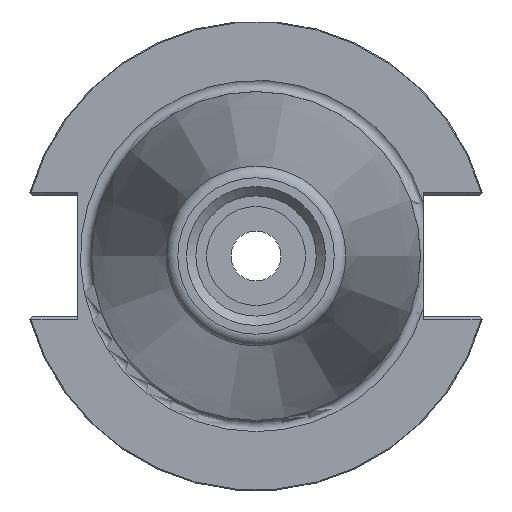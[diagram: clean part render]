
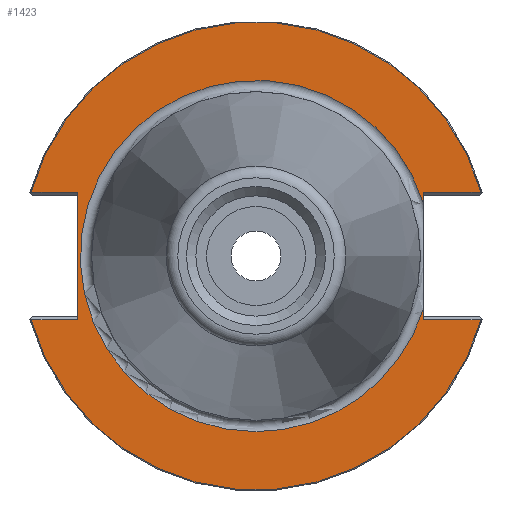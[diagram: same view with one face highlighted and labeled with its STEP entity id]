
A CAD part, left-side view. The second image highlights one B-rep face of the part: STEP entity #1423.
In plain terms, the highlighted planar face has unit normal (-1, 0, 0).
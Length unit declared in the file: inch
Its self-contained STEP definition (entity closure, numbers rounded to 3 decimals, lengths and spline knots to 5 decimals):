
#178=PLANE('',#1536);
#219=FACE_OUTER_BOUND('',#302,.T.);
#302=EDGE_LOOP('',(#1053,#1054,#1055,#1056,#1057,#1058,#1059,#1060,#1061,
#1062,#1063));
#387=LINE('',#2049,#495);
#388=LINE('',#2071,#496);
#395=LINE('',#2123,#503);
#397=LINE('',#2127,#505);
#398=LINE('',#2129,#506);
#399=LINE('',#2131,#507);
#400=LINE('',#2134,#508);
#495=VECTOR('',#1699,0.0526);
#496=VECTOR('',#1700,0.0526);
#503=VECTOR('',#1719,0.30821);
#505=VECTOR('',#1723,0.24821);
#506=VECTOR('',#1724,0.67625);
#507=VECTOR('',#1725,0.24821);
#508=VECTOR('',#1728,0.30821);
#601=CIRCLE('',#1531,1.245);
#603=CIRCLE('',#1537,1.245);
#604=CIRCLE('',#1538,0.93468);
#605=CIRCLE('',#1539,0.93468);
#657=VERTEX_POINT('',#2046);
#658=VERTEX_POINT('',#2048);
#659=VERTEX_POINT('',#2050);
#660=VERTEX_POINT('',#2070);
#664=VERTEX_POINT('',#2079);
#665=VERTEX_POINT('',#2088);
#672=VERTEX_POINT('',#2126);
#673=VERTEX_POINT('',#2128);
#674=VERTEX_POINT('',#2130);
#675=VERTEX_POINT('',#2132);
#676=VERTEX_POINT('',#2135);
#801=EDGE_CURVE('',#658,#657,#387,.T.);
#803=EDGE_CURVE('',#660,#659,#388,.T.);
#808=EDGE_CURVE('',#664,#665,#601,.T.);
#817=EDGE_CURVE('',#657,#665,#395,.T.);
#819=EDGE_CURVE('',#672,#664,#397,.T.);
#820=EDGE_CURVE('',#673,#672,#398,.T.);
#821=EDGE_CURVE('',#674,#673,#399,.T.);
#822=EDGE_CURVE('',#675,#674,#603,.T.);
#823=EDGE_CURVE('',#675,#660,#400,.T.);
#824=EDGE_CURVE('',#659,#676,#604,.T.);
#825=EDGE_CURVE('',#676,#658,#605,.T.);
#1053=ORIENTED_EDGE('',*,*,#808,.F.);
#1054=ORIENTED_EDGE('',*,*,#819,.F.);
#1055=ORIENTED_EDGE('',*,*,#820,.F.);
#1056=ORIENTED_EDGE('',*,*,#821,.F.);
#1057=ORIENTED_EDGE('',*,*,#822,.F.);
#1058=ORIENTED_EDGE('',*,*,#823,.T.);
#1059=ORIENTED_EDGE('',*,*,#803,.T.);
#1060=ORIENTED_EDGE('',*,*,#824,.T.);
#1061=ORIENTED_EDGE('',*,*,#825,.T.);
#1062=ORIENTED_EDGE('',*,*,#801,.T.);
#1063=ORIENTED_EDGE('',*,*,#817,.T.);
#1423=ADVANCED_FACE('',(#219),#178,.T.);
#1531=AXIS2_PLACEMENT_3D('',#2089,#1706,#1707);
#1536=AXIS2_PLACEMENT_3D('',#2125,#1721,#1722);
#1537=AXIS2_PLACEMENT_3D('',#2133,#1726,#1727);
#1538=AXIS2_PLACEMENT_3D('',#2136,#1729,#1730);
#1539=AXIS2_PLACEMENT_3D('',#2137,#1731,#1732);
#1699=DIRECTION('',(0.,0.,1.));
#1700=DIRECTION('',(0.,0.,1.));
#1706=DIRECTION('center_axis',(1.,0.,0.));
#1707=DIRECTION('ref_axis',(0.,0.,
1.));
#1719=DIRECTION('',(0.,-1.,0.));
#1721=DIRECTION('center_axis',(-1.,0.,0.));
#1722=DIRECTION('ref_axis',(0.,0.,1.));
#1723=DIRECTION('',(0.,1.,0.));
#1724=DIRECTION('',(0.,0.,1.));
#1725=DIRECTION('',(0.,-1.,0.));
#1726=DIRECTION('center_axis',(1.,0.,0.));
#1727=DIRECTION('ref_axis',(0.,0.,
-1.));
#1728=DIRECTION('',(0.,1.,0.));
#1729=DIRECTION('center_axis',(1.,0.,0.));
#1730=DIRECTION('ref_axis',(0.,0.,1.));
#1731=DIRECTION('center_axis',(1.,0.,0.));
#1732=DIRECTION('ref_axis',(0.,0.,1.));
#2046=CARTESIAN_POINT('',(-1.17746,-0.89001,0.33812));
#2048=CARTESIAN_POINT('',(-1.17746,-0.89001,0.28553));
#2049=CARTESIAN_POINT('',(-1.17746,-0.89001,0.));
#2050=CARTESIAN_POINT('',(-1.17746,-0.89001,-0.28553));
#2070=CARTESIAN_POINT('',(-1.17746,-0.89001,-0.33813));
#2071=CARTESIAN_POINT('',(-1.17746,-0.89001,0.));
#2079=CARTESIAN_POINT('',(-1.17746,1.19819,0.33812));
#2088=CARTESIAN_POINT('',(-1.17746,-1.19822,0.33812));
#2089=CARTESIAN_POINT('Origin',(-1.17746,-0.00001,
0.));
#2123=CARTESIAN_POINT('',(-1.17746,-0.90251,0.33812));
#2125=CARTESIAN_POINT('Origin',(-1.17746,-0.87501,0.));
#2126=CARTESIAN_POINT('',(-1.17746,0.94999,0.33812));
#2127=CARTESIAN_POINT('',(-1.17746,0.02749,0.33812));
#2128=CARTESIAN_POINT('',(-1.17746,0.94999,-0.33813));
#2129=CARTESIAN_POINT('',(-1.17746,0.94999,-0.33813));
#2130=CARTESIAN_POINT('',(-1.17746,1.19819,-0.33813));
#2131=CARTESIAN_POINT('',(-1.17746,0.27749,-0.33813));
#2132=CARTESIAN_POINT('',(-1.17746,-1.19822,-0.33813));
#2133=CARTESIAN_POINT('Origin',(-1.17746,-0.00001,
0.));
#2134=CARTESIAN_POINT('',(-1.17746,-0.90251,-0.33813));
#2135=CARTESIAN_POINT('',(-1.17746,-0.00001,-0.93468));
#2136=CARTESIAN_POINT('Origin',(-1.17746,-0.00001,
0.));
#2137=CARTESIAN_POINT('Origin',(-1.17746,-0.00001,
0.));
